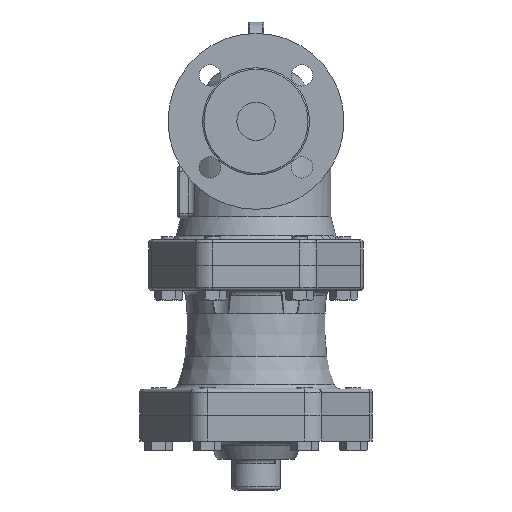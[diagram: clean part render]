
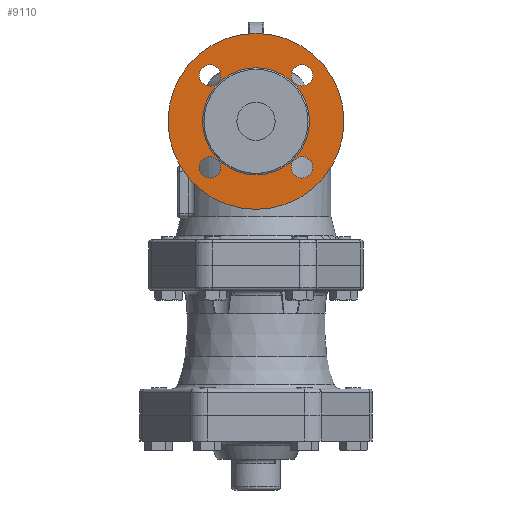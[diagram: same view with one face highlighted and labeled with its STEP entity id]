
A CAD part, left-side view. The second image highlights one B-rep face of the part: STEP entity #9110.
In plain terms, the highlighted planar face has unit normal (-1, 0, 0).
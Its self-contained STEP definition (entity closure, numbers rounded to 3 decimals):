
#1720=PLANE('',#9987);
#1830=FACE_BOUND('',#3086,.T.);
#1831=FACE_BOUND('',#3087,.T.);
#1832=FACE_BOUND('',#3088,.T.);
#1833=FACE_BOUND('',#3089,.T.);
#1834=FACE_BOUND('',#3090,.T.);
#2410=FACE_OUTER_BOUND('',#3085,.T.);
#3085=EDGE_LOOP('',(#8308));
#3086=EDGE_LOOP('',(#8309));
#3087=EDGE_LOOP('',(#8310));
#3088=EDGE_LOOP('',(#8311));
#3089=EDGE_LOOP('',(#8312));
#3090=EDGE_LOOP('',(#8313));
#3593=CIRCLE('',#9986,35.);
#3594=CIRCLE('',#9988,57.5);
#3595=CIRCLE('',#9989,7.);
#3596=CIRCLE('',#9990,7.);
#3597=CIRCLE('',#9991,7.);
#3598=CIRCLE('',#9992,7.);
#4446=VERTEX_POINT('',#28013);
#4447=VERTEX_POINT('',#28016);
#4448=VERTEX_POINT('',#28018);
#4449=VERTEX_POINT('',#28020);
#4450=VERTEX_POINT('',#28022);
#4451=VERTEX_POINT('',#28024);
#5758=EDGE_CURVE('',#4446,#4446,#3593,.T.);
#5759=EDGE_CURVE('',#4447,#4447,#3594,.T.);
#5760=EDGE_CURVE('',#4448,#4448,#3595,.T.);
#5761=EDGE_CURVE('',#4449,#4449,#3596,.T.);
#5762=EDGE_CURVE('',#4450,#4450,#3597,.T.);
#5763=EDGE_CURVE('',#4451,#4451,#3598,.T.);
#8308=ORIENTED_EDGE('',*,*,#5759,.T.);
#8309=ORIENTED_EDGE('',*,*,#5760,.T.);
#8310=ORIENTED_EDGE('',*,*,#5761,.T.);
#8311=ORIENTED_EDGE('',*,*,#5762,.T.);
#8312=ORIENTED_EDGE('',*,*,#5763,.T.);
#8313=ORIENTED_EDGE('',*,*,#5758,.F.);
#9110=ADVANCED_FACE('',(#2410,#1830,#1831,#1832,#1833,#1834),#1720,.F.);
#9986=AXIS2_PLACEMENT_3D('',#28014,#12112,#12113);
#9987=AXIS2_PLACEMENT_3D('',#28015,#12114,#12115);
#9988=AXIS2_PLACEMENT_3D('',#28017,#12116,#12117);
#9989=AXIS2_PLACEMENT_3D('',#28019,#12118,#12119);
#9990=AXIS2_PLACEMENT_3D('',#28021,#12120,#12121);
#9991=AXIS2_PLACEMENT_3D('',#28023,#12122,#12123);
#9992=AXIS2_PLACEMENT_3D('',#28025,#12124,#12125);
#12112=DIRECTION('center_axis',(-1.,0.,0.));
#12113=DIRECTION('ref_axis',(0.,0.,-1.));
#12114=DIRECTION('center_axis',(1.,0.,0.));
#12115=DIRECTION('ref_axis',(0.,0.,-1.));
#12116=DIRECTION('center_axis',(-1.,0.,0.));
#12117=DIRECTION('ref_axis',(0.,0.,1.));
#12118=DIRECTION('center_axis',(1.,0.,0.));
#12119=DIRECTION('ref_axis',(0.,1.,0.));
#12120=DIRECTION('center_axis',(1.,0.,0.));
#12121=DIRECTION('ref_axis',(0.,0.,1.));
#12122=DIRECTION('center_axis',(1.,0.,0.));
#12123=DIRECTION('ref_axis',(0.,-1.,0.));
#12124=DIRECTION('center_axis',(1.,0.,0.));
#12125=DIRECTION('ref_axis',(0.,0.,-1.));
#28013=CARTESIAN_POINT('',(-96.,0.,129.));
#28014=CARTESIAN_POINT('Origin',(-96.,0.,94.));
#28015=CARTESIAN_POINT('Origin',(-96.,0.,139.75));
#28016=CARTESIAN_POINT('',(-96.,0.,151.5));
#28017=CARTESIAN_POINT('Origin',(-96.,0.,94.));
#28018=CARTESIAN_POINT('',(-96.,-23.052,124.052));
#28019=CARTESIAN_POINT('Origin',(-96.,-30.052,124.052));
#28020=CARTESIAN_POINT('',(-96.,-30.052,70.948));
#28021=CARTESIAN_POINT('Origin',(-96.,-30.052,63.948));
#28022=CARTESIAN_POINT('',(-96.,23.052,63.948));
#28023=CARTESIAN_POINT('Origin',(-96.,30.052,63.948));
#28024=CARTESIAN_POINT('',(-96.,30.052,117.052));
#28025=CARTESIAN_POINT('Origin',(-96.,30.052,124.052));
